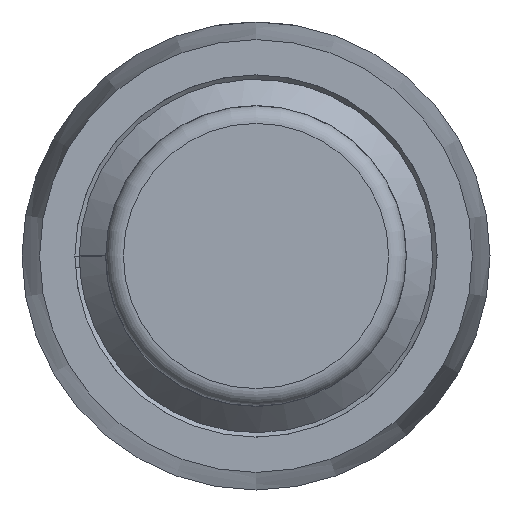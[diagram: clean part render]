
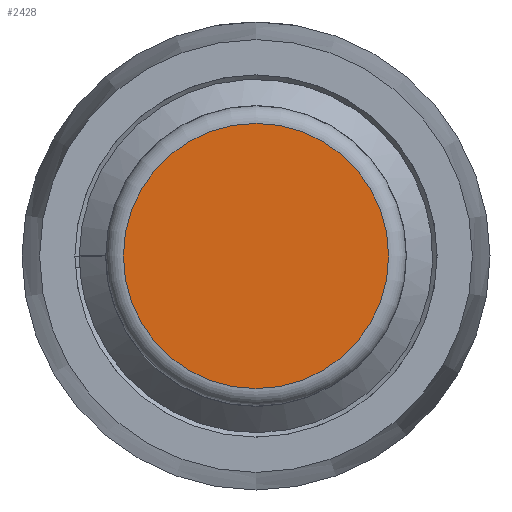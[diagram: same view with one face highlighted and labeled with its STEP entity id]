
A CAD part, left-side view. The second image highlights one B-rep face of the part: STEP entity #2428.
In plain terms, the highlighted planar face has unit normal (-1, 0, 0).
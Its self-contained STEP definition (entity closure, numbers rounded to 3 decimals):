
#837 = TOROIDAL_SURFACE('',#838,7.52,1.);
#838 = AXIS2_PLACEMENT_3D('',#839,#840,#841);
#839 = CARTESIAN_POINT('',(-5.2,0.,0.));
#840 = DIRECTION('',(-1.,0.,0.));
#841 = DIRECTION('',(0.,0.,1.));
#2274 = VERTEX_POINT('',#2275);
#2275 = CARTESIAN_POINT('',(-6.2,0.,7.52));
#2297 = EDGE_CURVE('',#2274,#2274,#2298,.T.);
#2298 = SURFACE_CURVE('',#2299,(#2304,#2310),.PCURVE_S1.);
#2299 = CIRCLE('',#2300,7.52);
#2300 = AXIS2_PLACEMENT_3D('',#2301,#2302,#2303);
#2301 = CARTESIAN_POINT('',(-6.2,0.,0.));
#2302 = DIRECTION('',(1.,0.,-0.));
#2303 = DIRECTION('',(0.,0.,1.));
#2304 = PCURVE('',#837,#2305);
#2305 = DEFINITIONAL_REPRESENTATION('',(#2306),#2309);
#2306 = B_SPLINE_CURVE_WITH_KNOTS('',1,(#2307,#2308),.UNSPECIFIED.,.F.,
  .F.,(2,2),(0.,6.283),.PIECEWISE_BEZIER_KNOTS.);
#2307 = CARTESIAN_POINT('',(0.,1.571));
#2308 = CARTESIAN_POINT('',(-6.283,1.571));
#2309 = ( GEOMETRIC_REPRESENTATION_CONTEXT(2) 
PARAMETRIC_REPRESENTATION_CONTEXT() REPRESENTATION_CONTEXT('2D SPACE',''
  ) );
#2310 = PCURVE('',#2311,#2316);
#2311 = PLANE('',#2312);
#2312 = AXIS2_PLACEMENT_3D('',#2313,#2314,#2315);
#2313 = CARTESIAN_POINT('',(-6.2,0.,0.));
#2314 = DIRECTION('',(1.,0.,0.));
#2315 = DIRECTION('',(0.,0.,1.));
#2316 = DEFINITIONAL_REPRESENTATION('',(#2317),#2321);
#2317 = CIRCLE('',#2318,7.52);
#2318 = AXIS2_PLACEMENT_2D('',#2319,#2320);
#2319 = CARTESIAN_POINT('',(0.,0.));
#2320 = DIRECTION('',(1.,0.));
#2321 = ( GEOMETRIC_REPRESENTATION_CONTEXT(2) 
PARAMETRIC_REPRESENTATION_CONTEXT() REPRESENTATION_CONTEXT('2D SPACE',''
  ) );
#2428 = ADVANCED_FACE('',(#2429),#2311,.F.);
#2429 = FACE_BOUND('',#2430,.F.);
#2430 = EDGE_LOOP('',(#2431));
#2431 = ORIENTED_EDGE('',*,*,#2297,.T.);
